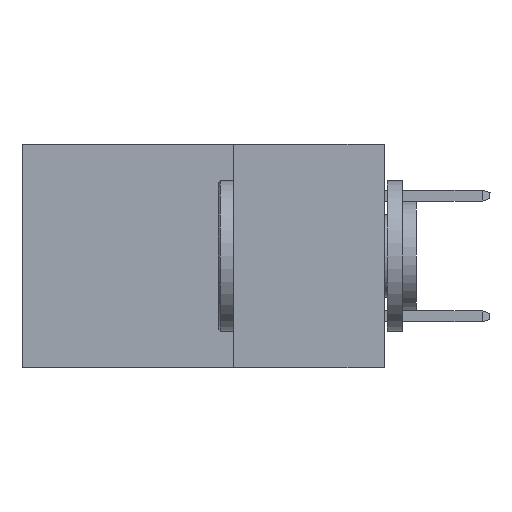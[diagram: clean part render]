
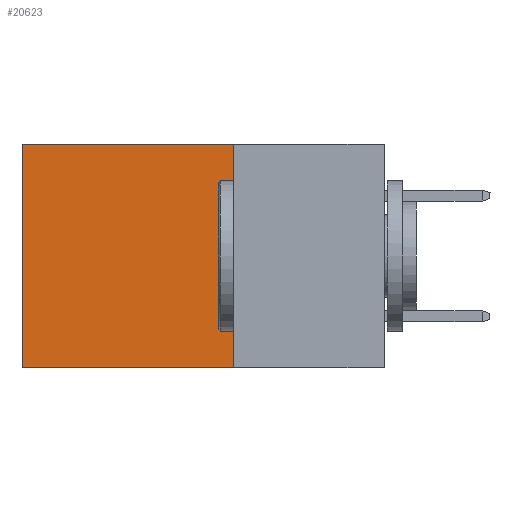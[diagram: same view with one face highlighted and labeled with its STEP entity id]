
A CAD part, left-side view. The second image highlights one B-rep face of the part: STEP entity #20623.
In plain terms, the highlighted planar face has unit normal (-1, 0, 0).
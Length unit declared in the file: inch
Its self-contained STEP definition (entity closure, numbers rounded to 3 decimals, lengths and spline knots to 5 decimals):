
#41 = EDGE_LOOP ( 'NONE', ( #3613, #22138, #21796, #21234 ) ) ;
#1602 = CARTESIAN_POINT ( 'NONE',  ( 0.298, 0.25, 0. ) ) ;
#2684 = EDGE_CURVE ( 'NONE', #15120, #11577, #14808, .T. ) ;
#2941 = VECTOR ( 'NONE', #22202, 39.37008 ) ;
#3229 = DIRECTION ( 'NONE',  ( 1., 0., 0. ) ) ;
#3448 = PLANE ( 'NONE',  #4831 ) ;
#3613 = ORIENTED_EDGE ( 'NONE', *, *, #2684, .T. ) ;
#4452 = EDGE_CURVE ( 'NONE', #14401, #7145, #21385, .T. ) ;
#4831 = AXIS2_PLACEMENT_3D ( 'NONE', #12882, #3229, #22011 ) ;
#6335 = EDGE_CURVE ( 'NONE', #14401, #15120, #14614, .T. ) ;
#7145 = VERTEX_POINT ( 'NONE', #9743 ) ;
#9743 = CARTESIAN_POINT ( 'NONE',  ( 0.298, 0.25, -0.37 ) ) ;
#10278 = CARTESIAN_POINT ( 'NONE',  ( 0.298, 0.25, 0. ) ) ;
#11577 = VERTEX_POINT ( 'NONE', #20299 ) ;
#12758 = CARTESIAN_POINT ( 'NONE',  ( 0.298, 0.6, 0. ) ) ;
#12882 = CARTESIAN_POINT ( 'NONE',  ( 0.298, 0.25, 0. ) ) ;
#14401 = VERTEX_POINT ( 'NONE', #15721 ) ;
#14614 = LINE ( 'NONE', #1602, #27685 ) ;
#14808 = LINE ( 'NONE', #12758, #2941 ) ;
#15120 = VERTEX_POINT ( 'NONE', #16419 ) ;
#15721 = CARTESIAN_POINT ( 'NONE',  ( 0.298, 0.25, 0. ) ) ;
#16419 = CARTESIAN_POINT ( 'NONE',  ( 0.298, 0.6, 0. ) ) ;
#20299 = CARTESIAN_POINT ( 'NONE',  ( 0.298, 0.6, -0.37 ) ) ;
#20529 = DIRECTION ( 'NONE',  ( 0., 1., 0. ) ) ;
#20623 = ADVANCED_FACE ( 'NONE', ( #27881 ), #3448, .F. ) ;
#20643 = VECTOR ( 'NONE', #26817, 39.37008 ) ;
#21234 = ORIENTED_EDGE ( 'NONE', *, *, #6335, .T. ) ;
#21385 = LINE ( 'NONE', #10278, #20643 ) ;
#21796 = ORIENTED_EDGE ( 'NONE', *, *, #4452, .F. ) ;
#21805 = VECTOR ( 'NONE', #20529, 39.37008 ) ;
#22011 = DIRECTION ( 'NONE',  ( 0., 0., -1. ) ) ;
#22138 = ORIENTED_EDGE ( 'NONE', *, *, #24685, .F. ) ;
#22202 = DIRECTION ( 'NONE',  ( 0., 0., -1. ) ) ;
#23348 = DIRECTION ( 'NONE',  ( 0., 1., 0. ) ) ;
#23695 = LINE ( 'NONE', #23890, #21805 ) ;
#23890 = CARTESIAN_POINT ( 'NONE',  ( 0.298, 0.25, -0.37 ) ) ;
#24685 = EDGE_CURVE ( 'NONE', #7145, #11577, #23695, .T. ) ;
#26817 = DIRECTION ( 'NONE',  ( 0., 0., -1. ) ) ;
#27685 = VECTOR ( 'NONE', #23348, 39.37008 ) ;
#27881 = FACE_OUTER_BOUND ( 'NONE', #41, .T. ) ;
